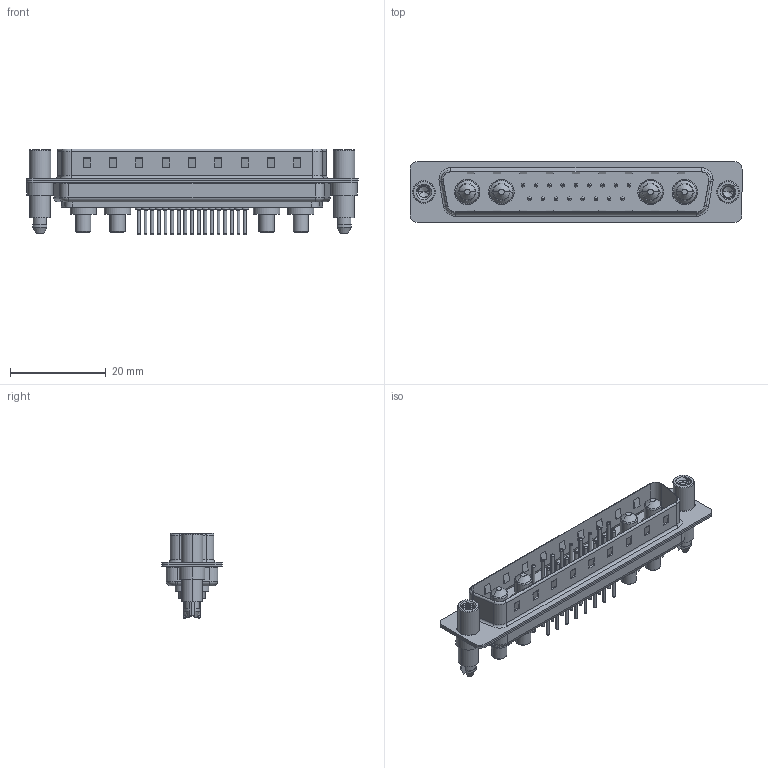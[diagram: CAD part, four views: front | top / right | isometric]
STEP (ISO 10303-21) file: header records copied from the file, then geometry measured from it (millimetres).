
FILE_DESCRIPTION (( 'STEP AP203' ), '1' );
FILE_NAME ('627-21W4224-3TE.STEP', '2019-05-30T09:44:39', ( '' ), ( '' ), 'SwSTEP 2.0', 'SolidWorks 2016', '' );
FILE_SCHEMA (( 'CONFIG_CONTROL_DESIGN' ));
Length unit declared in the file: millimetre
Products named in the file (9): 627Combo Contact Row 2_24; 627-21W4224-3TE; 627Combo Housing_21W4; 627Combo Shell Rear_37 Contacts; 627Combo Shell Front_37 Contacts; 627Combo Threaded Standoff and Boardlock_E; Power Pin_30A S; 627Combo Threaded Standoff and Boardlock_6; 627Combo Contact Row 1_24
Assembly tree (26 placements, depth 2):
  627-21W4224-3TE
    627Combo Housing_21W4
    627Combo Shell Rear_37 Contacts
    627Combo Shell Front_37 Contacts
    627Combo Threaded Standoff and Boardlock_E
    Power Pin_30A S  x4
    627Combo Threaded Standoff and Boardlock_6
    627Combo Contact Row 1_24  x9
    627Combo Contact Row 2_24  x8
Bounding box: 69.3 x 12.6 x 17.9 mm (x, y, z)
Volume: 4410.9 mm3; surface area: 9626.4 mm2
Topology: 30 solids, 30 shells, 1256 faces, 2789 edges, 1707 vertices
Faces by surface type: cylinder 487, plane 380, torus 330, cone 45, bspline 14
Entity records: 24940 total; most frequent: CARTESIAN_POINT 6234, DIRECTION 3814, ORIENTED_EDGE 3448, EDGE_CURVE 1724, AXIS2_PLACEMENT_3D 1469, VERTEX_POINT 1095, LINE 876, VECTOR 876
